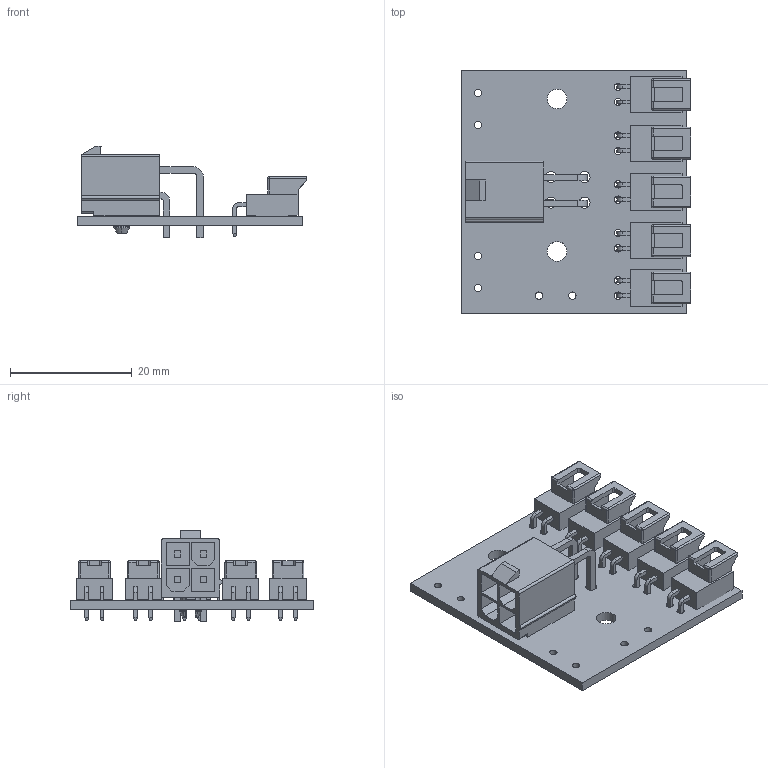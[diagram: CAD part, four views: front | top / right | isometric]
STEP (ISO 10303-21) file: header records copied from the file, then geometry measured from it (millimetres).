
FILE_DESCRIPTION(('KiCad electronic assembly'),'2;1');
FILE_NAME('alim_board.step','2020-04-09T12:50:50',('An Author'),( 'A Company'),'Open CASCADE STEP processor 6.9', 'KiCad to STEP converter','Unknown');
FILE_SCHEMA(('AUTOMOTIVE_DESIGN { 1 0 10303 214 1 1 1 1 }'));
Length unit declared in the file: millimetre
Products named in the file (7): Open CASCADE STEP translator 6.9 1; Molex_Nano-Fit_105313-xx02_1x02_P2.50mm_Horizontal; SOLID; Molex_Mini-Fit_Jr_5569-04A2_2x02_P4.20mm_Horizontal; COMPOUND
Assembly tree (10 placements, depth 3):
  Open CASCADE STEP translator 6.9 1
    Molex_Nano-Fit_105313-xx02_1x02_P2.50mm_Horizontal  x5
      SOLID
    Molex_Mini-Fit_Jr_5569-04A2_2x02_P4.20mm_Horizontal
      SOLID
      COMPOUND
    COMPOUND
Bounding box: 37.69 x 40 x 15 mm (x, y, z)
Volume: 3767.2 mm3; surface area: 7342.2 mm2
Topology: 7 solids, 7 shells, 869 faces, 2340 edges, 1530 vertices
Faces by surface type: plane 620, cylinder 195, cone 44, sphere 10
Full cylindrical faces by diameter (mm): 1.199 x6, 1.2 x10, 1.7 x10, 1.8 x4, 3 x1, 3.2 x2
Entity records: 21626 total; most frequent: CARTESIAN_POINT 4964, DIRECTION 3095, LINE 2036, VECTOR 2036, ORIENTED_EDGE 1634, PCURVE 1634, DEFINITIONAL_REPRESENTATION 1634, EDGE_CURVE 817
